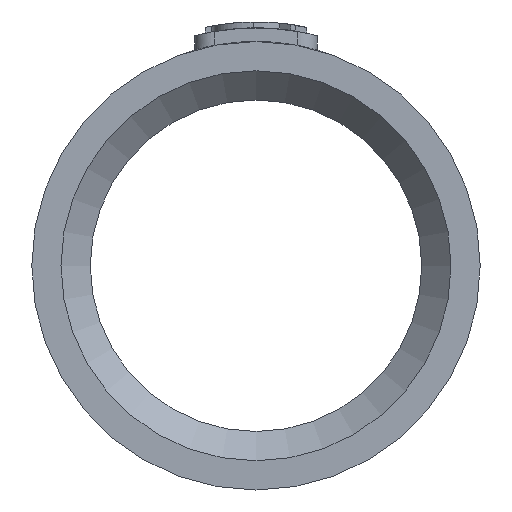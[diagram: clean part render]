
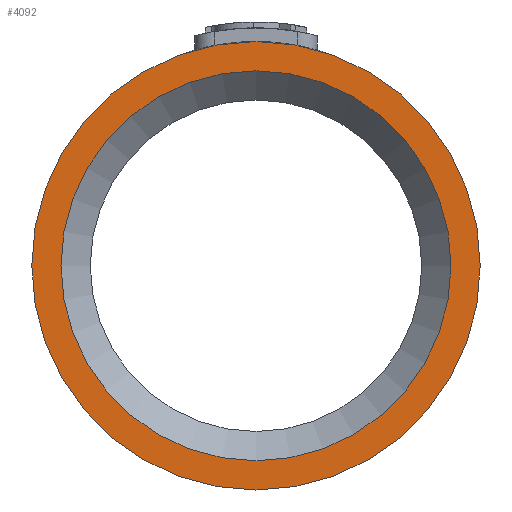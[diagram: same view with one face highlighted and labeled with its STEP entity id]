
A CAD part, left-side view. The second image highlights one B-rep face of the part: STEP entity #4092.
In plain terms, the highlighted planar face has unit normal (-1, 0, 0).
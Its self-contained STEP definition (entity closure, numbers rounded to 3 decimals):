
#284 = DIRECTION ( 'NONE',  ( -1., 0., 0. ) ) ;
#361 = EDGE_LOOP ( 'NONE', ( #3854 ) ) ;
#449 = CARTESIAN_POINT ( 'NONE',  ( -32.25, 0., 0. ) ) ;
#486 = FACE_BOUND ( 'NONE', #4484, .T. ) ;
#509 = EDGE_CURVE ( 'NONE', #3084, #3084, #4324, .T. ) ;
#791 = DIRECTION ( 'NONE',  ( 0., 0., 1. ) ) ;
#1093 = ORIENTED_EDGE ( 'NONE', *, *, #2858, .F. ) ;
#1347 = AXIS2_PLACEMENT_3D ( 'NONE', #2463, #284, #2805 ) ;
#1442 = FACE_OUTER_BOUND ( 'NONE', #361, .T. ) ;
#1884 = VERTEX_POINT ( 'NONE', #4583 ) ;
#2341 = DIRECTION ( 'NONE',  ( 0., 0., -1. ) ) ;
#2463 = CARTESIAN_POINT ( 'NONE',  ( -32.25, 0., 0. ) ) ;
#2556 = CIRCLE ( 'NONE', #1347, 10. ) ;
#2805 = DIRECTION ( 'NONE',  ( 0., 0., 1. ) ) ;
#2858 = EDGE_CURVE ( 'NONE', #1884, #1884, #2556, .T. ) ;
#2911 = AXIS2_PLACEMENT_3D ( 'NONE', #4099, #3397, #2341 ) ;
#2971 = DIRECTION ( 'NONE',  ( -1., 0., 0. ) ) ;
#3069 = AXIS2_PLACEMENT_3D ( 'NONE', #449, #2971, #791 ) ;
#3084 = VERTEX_POINT ( 'NONE', #3155 ) ;
#3155 = CARTESIAN_POINT ( 'NONE',  ( -32.25, 0., 11.5 ) ) ;
#3397 = DIRECTION ( 'NONE',  ( 1., 0., 0. ) ) ;
#3854 = ORIENTED_EDGE ( 'NONE', *, *, #509, .T. ) ;
#4092 = ADVANCED_FACE ( 'NONE', ( #486, #1442 ), #4470, .F. ) ;
#4099 = CARTESIAN_POINT ( 'NONE',  ( -32.25, 10., 0. ) ) ;
#4324 = CIRCLE ( 'NONE', #3069, 11.5 ) ;
#4470 = PLANE ( 'NONE',  #2911 ) ;
#4484 = EDGE_LOOP ( 'NONE', ( #1093 ) ) ;
#4583 = CARTESIAN_POINT ( 'NONE',  ( -32.25, 0., 10. ) ) ;
